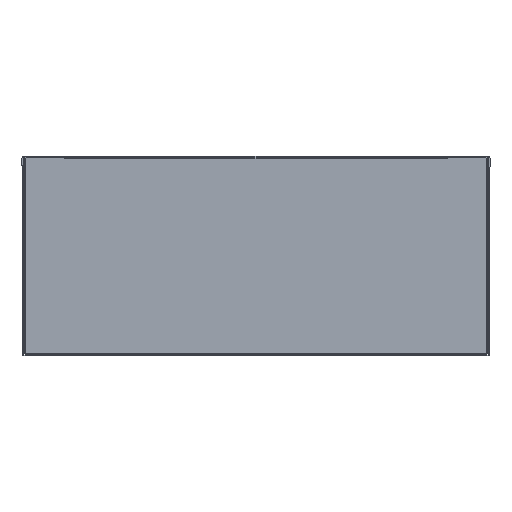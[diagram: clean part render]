
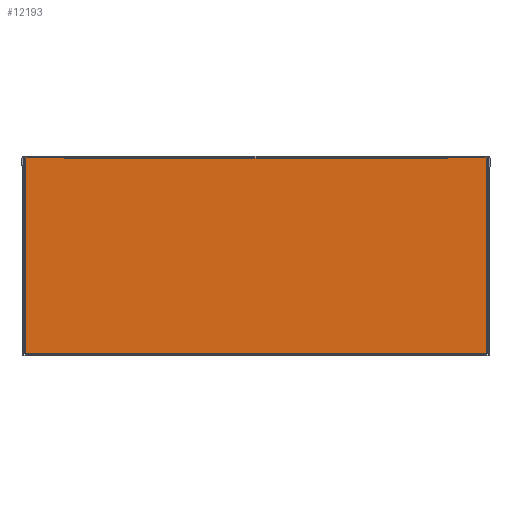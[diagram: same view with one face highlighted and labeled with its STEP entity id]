
A CAD part, front view. The second image highlights one B-rep face of the part: STEP entity #12193.
In plain terms, the highlighted planar face has unit normal (0, -1, 0).
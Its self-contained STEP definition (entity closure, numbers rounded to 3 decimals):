
#68 = ORIENTED_EDGE ( 'NONE', *, *, #15141, .T. ) ;
#111 = EDGE_CURVE ( 'NONE', #3925, #12219, #10810, .T. ) ;
#372 = DIRECTION ( 'NONE',  ( 0., 0., 1. ) ) ;
#1229 = CARTESIAN_POINT ( 'NONE',  ( 53.75, -1374.5, 248.5 ) ) ;
#1252 = DIRECTION ( 'NONE',  ( -1., 0., 0. ) ) ;
#1383 = LINE ( 'NONE', #1629, #10408 ) ;
#1629 = CARTESIAN_POINT ( 'NONE',  ( 0., -1374.5, 248.5 ) ) ;
#1665 = CARTESIAN_POINT ( 'NONE',  ( 581.99, -1374.5, 248.5 ) ) ;
#1939 = ORIENTED_EDGE ( 'NONE', *, *, #1957, .F. ) ;
#1957 = EDGE_CURVE ( 'NONE', #14996, #24069, #2377, .T. ) ;
#2030 = DIRECTION ( 'NONE',  ( -1., 0., 0. ) ) ;
#2247 = CARTESIAN_POINT ( 'NONE',  ( 0., -1374.5, 245.25 ) ) ;
#2377 = LINE ( 'NONE', #2247, #20837 ) ;
#3014 = VECTOR ( 'NONE', #13230, 1000. ) ;
#3096 = CARTESIAN_POINT ( 'NONE',  ( 581.99, -1374.5, 246. ) ) ;
#3348 = ORIENTED_EDGE ( 'NONE', *, *, #21807, .T. ) ;
#3375 = CARTESIAN_POINT ( 'NONE',  ( 532.25, -1374.5, 245.25 ) ) ;
#3925 = VERTEX_POINT ( 'NONE', #12464 ) ;
#4117 = VERTEX_POINT ( 'NONE', #23336 ) ;
#4232 = CARTESIAN_POINT ( 'NONE',  ( 581.99, -1374.5, 0. ) ) ;
#4337 = LINE ( 'NONE', #5991, #8422 ) ;
#4535 = LINE ( 'NONE', #8864, #8424 ) ;
#4682 = DIRECTION ( 'NONE',  ( 0., 0., 1. ) ) ;
#4930 = CARTESIAN_POINT ( 'NONE',  ( 581.99, -1374.5, 1. ) ) ;
#5089 = EDGE_CURVE ( 'NONE', #22273, #10973, #4337, .T. ) ;
#5496 = EDGE_CURVE ( 'NONE', #5958, #15472, #15762, .T. ) ;
#5655 = CARTESIAN_POINT ( 'NONE',  ( 4.01, -1374.5, 0. ) ) ;
#5903 = LINE ( 'NONE', #5655, #6009 ) ;
#5958 = VERTEX_POINT ( 'NONE', #1665 ) ;
#5991 = CARTESIAN_POINT ( 'NONE',  ( 0., -1374.5, 245.25 ) ) ;
#6009 = VECTOR ( 'NONE', #11385, 1000. ) ;
#6086 = CARTESIAN_POINT ( 'NONE',  ( 0., -1374.5, 248.5 ) ) ;
#6097 = EDGE_CURVE ( 'NONE', #6105, #4117, #5903, .T. ) ;
#6105 = VERTEX_POINT ( 'NONE', #7825 ) ;
#6114 = CARTESIAN_POINT ( 'NONE',  ( 4.01, -1374.5, 1. ) ) ;
#6349 = CARTESIAN_POINT ( 'NONE',  ( 53.75, -1374.5, 245.25 ) ) ;
#6785 = VECTOR ( 'NONE', #18522, 1000. ) ;
#6860 = CARTESIAN_POINT ( 'NONE',  ( 532.25, -1374.5, 248.5 ) ) ;
#7002 = CARTESIAN_POINT ( 'NONE',  ( 531.5, -1374.5, 246. ) ) ;
#7003 = ORIENTED_EDGE ( 'NONE', *, *, #17248, .F. ) ;
#7018 = VECTOR ( 'NONE', #2030, 1000. ) ;
#7640 = DIRECTION ( 'NONE',  ( -1., 0., 0. ) ) ;
#7777 = ORIENTED_EDGE ( 'NONE', *, *, #5089, .F. ) ;
#7825 = CARTESIAN_POINT ( 'NONE',  ( 4.01, -1374.5, 248.5 ) ) ;
#7953 = ORIENTED_EDGE ( 'NONE', *, *, #5496, .T. ) ;
#8042 = DIRECTION ( 'NONE',  ( 1., 0., 0. ) ) ;
#8422 = VECTOR ( 'NONE', #8042, 1000. ) ;
#8424 = VECTOR ( 'NONE', #14330, 1000. ) ;
#8514 = CARTESIAN_POINT ( 'NONE',  ( 0., -1374.5, 0. ) ) ;
#8743 = CARTESIAN_POINT ( 'NONE',  ( 4.01, -1374.5, 246. ) ) ;
#8864 = CARTESIAN_POINT ( 'NONE',  ( 531.5, -1374.5, 0. ) ) ;
#9100 = VERTEX_POINT ( 'NONE', #14810 ) ;
#9915 = CARTESIAN_POINT ( 'NONE',  ( 54.5, -1374.5, 245.25 ) ) ;
#10008 = DIRECTION ( 'NONE',  ( 1., 0., 0. ) ) ;
#10078 = LINE ( 'NONE', #4232, #12766 ) ;
#10139 = LINE ( 'NONE', #19789, #11187 ) ;
#10260 = DIRECTION ( 'NONE',  ( 0., 0., 1. ) ) ;
#10408 = VECTOR ( 'NONE', #7640, 1000. ) ;
#10767 = LINE ( 'NONE', #8743, #6785 ) ;
#10810 = LINE ( 'NONE', #7002, #22351 ) ;
#10973 = VERTEX_POINT ( 'NONE', #9915 ) ;
#11187 = VECTOR ( 'NONE', #10260, 1000. ) ;
#11204 = ORIENTED_EDGE ( 'NONE', *, *, #6097, .T. ) ;
#11385 = DIRECTION ( 'NONE',  ( 0., 0., -1. ) ) ;
#11600 = LINE ( 'NONE', #11729, #13185 ) ;
#11729 = CARTESIAN_POINT ( 'NONE',  ( 54.5, -1374.5, 0. ) ) ;
#12193 = ADVANCED_FACE ( 'NONE', ( #16750 ), #18782, .F. ) ;
#12219 = VERTEX_POINT ( 'NONE', #24510 ) ;
#12464 = CARTESIAN_POINT ( 'NONE',  ( 531.5, -1374.5, 246. ) ) ;
#12766 = VECTOR ( 'NONE', #23680, 1000. ) ;
#13185 = VECTOR ( 'NONE', #372, 1000. ) ;
#13230 = DIRECTION ( 'NONE',  ( 0., 0., -1. ) ) ;
#13723 = DIRECTION ( 'NONE',  ( -1., 0., 0. ) ) ;
#13805 = EDGE_CURVE ( 'NONE', #10973, #12219, #11600, .T. ) ;
#14330 = DIRECTION ( 'NONE',  ( 0., 0., -1. ) ) ;
#14645 = EDGE_CURVE ( 'NONE', #20949, #17351, #10139, .T. ) ;
#14810 = CARTESIAN_POINT ( 'NONE',  ( 4.01, -1374.5, 1. ) ) ;
#14996 = VERTEX_POINT ( 'NONE', #18452 ) ;
#15141 = EDGE_CURVE ( 'NONE', #15561, #6105, #1383, .T. ) ;
#15340 = ORIENTED_EDGE ( 'NONE', *, *, #14645, .T. ) ;
#15472 = VERTEX_POINT ( 'NONE', #6860 ) ;
#15516 = CARTESIAN_POINT ( 'NONE',  ( 53.75, -1374.5, 0. ) ) ;
#15561 = VERTEX_POINT ( 'NONE', #1229 ) ;
#15762 = LINE ( 'NONE', #6086, #17339 ) ;
#16707 = ORIENTED_EDGE ( 'NONE', *, *, #13805, .F. ) ;
#16750 = FACE_OUTER_BOUND ( 'NONE', #22470, .T. ) ;
#17093 = EDGE_CURVE ( 'NONE', #4117, #9100, #10767, .T. ) ;
#17104 = EDGE_CURVE ( 'NONE', #3925, #14996, #4535, .T. ) ;
#17248 = EDGE_CURVE ( 'NONE', #24069, #15472, #23963, .T. ) ;
#17339 = VECTOR ( 'NONE', #13723, 1000. ) ;
#17351 = VERTEX_POINT ( 'NONE', #3096 ) ;
#18452 = CARTESIAN_POINT ( 'NONE',  ( 531.5, -1374.5, 245.25 ) ) ;
#18522 = DIRECTION ( 'NONE',  ( 0., 0., -1. ) ) ;
#18550 = VECTOR ( 'NONE', #18618, 1000. ) ;
#18618 = DIRECTION ( 'NONE',  ( 0., 0., 1. ) ) ;
#18694 = ORIENTED_EDGE ( 'NONE', *, *, #22068, .F. ) ;
#18782 = PLANE ( 'NONE',  #22763 ) ;
#19262 = EDGE_CURVE ( 'NONE', #20949, #9100, #23273, .T. ) ;
#19789 = CARTESIAN_POINT ( 'NONE',  ( 581.99, -1374.5, 0. ) ) ;
#20438 = DIRECTION ( 'NONE',  ( 0., 1., 0. ) ) ;
#20480 = ORIENTED_EDGE ( 'NONE', *, *, #111, .T. ) ;
#20837 = VECTOR ( 'NONE', #10008, 1000. ) ;
#20949 = VERTEX_POINT ( 'NONE', #4930 ) ;
#21807 = EDGE_CURVE ( 'NONE', #17351, #5958, #10078, .T. ) ;
#21818 = ORIENTED_EDGE ( 'NONE', *, *, #17104, .F. ) ;
#22068 = EDGE_CURVE ( 'NONE', #15561, #22273, #24921, .T. ) ;
#22273 = VERTEX_POINT ( 'NONE', #6349 ) ;
#22351 = VECTOR ( 'NONE', #1252, 1000. ) ;
#22470 = EDGE_LOOP ( 'NONE', ( #7003, #1939, #21818, #20480, #16707, #7777, #18694, #68, #11204, #23688, #24364, #15340, #3348, #7953 ) ) ;
#22763 = AXIS2_PLACEMENT_3D ( 'NONE', #8514, #20438, #4682 ) ;
#23273 = LINE ( 'NONE', #6114, #7018 ) ;
#23336 = CARTESIAN_POINT ( 'NONE',  ( 4.01, -1374.5, 246. ) ) ;
#23680 = DIRECTION ( 'NONE',  ( 0., 0., 1. ) ) ;
#23688 = ORIENTED_EDGE ( 'NONE', *, *, #17093, .T. ) ;
#23963 = LINE ( 'NONE', #24331, #18550 ) ;
#24069 = VERTEX_POINT ( 'NONE', #3375 ) ;
#24331 = CARTESIAN_POINT ( 'NONE',  ( 532.25, -1374.5, 0. ) ) ;
#24364 = ORIENTED_EDGE ( 'NONE', *, *, #19262, .F. ) ;
#24510 = CARTESIAN_POINT ( 'NONE',  ( 54.5, -1374.5, 246. ) ) ;
#24921 = LINE ( 'NONE', #15516, #3014 ) ;
